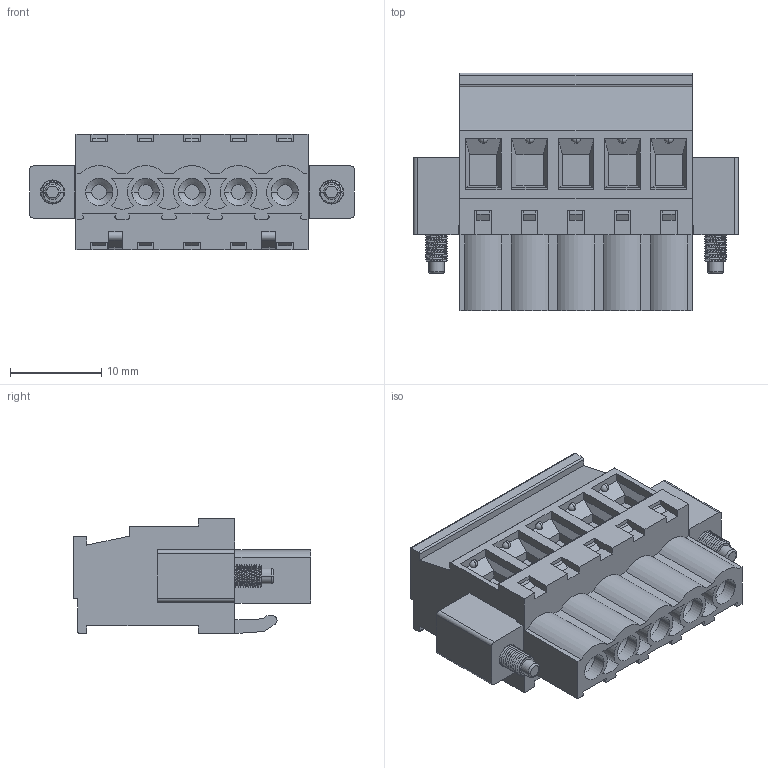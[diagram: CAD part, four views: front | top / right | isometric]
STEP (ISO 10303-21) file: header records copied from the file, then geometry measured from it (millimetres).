
FILE_DESCRIPTION((''),'2;1');
FILE_NAME('WJ2EDGKBM-508-5P','2017-03-15T',('QZY'),(''),'CREO PARAMETRIC BY PTC INC, 2014440','CREO PARAMETRIC BY PTC INC, 2014440','');
FILE_SCHEMA(('CONFIG_CONTROL_DESIGN'));
Length unit declared in the file: millimetre
Products named in the file (1): WJ2EDGKBM-508-5P
Bounding box: 35.56 x 26 x 12.6 mm (x, y, z)
Volume: 5850.6 mm3; surface area: 4136.1 mm2
Topology: 1 solids, 1 shells, 567 faces, 1444 edges, 918 vertices
Faces by surface type: plane 296, cylinder 143, cone 56, torus 32, bspline 30, sphere 10
Entity records: 23616 total; most frequent: CARTESIAN_POINT 9984, ORIENTED_EDGE 2868, DIRECTION 2743, EDGE_CURVE 1434, AXIS2_PLACEMENT_3D 935, VERTEX_POINT 918, VECTOR 873, LINE 873
